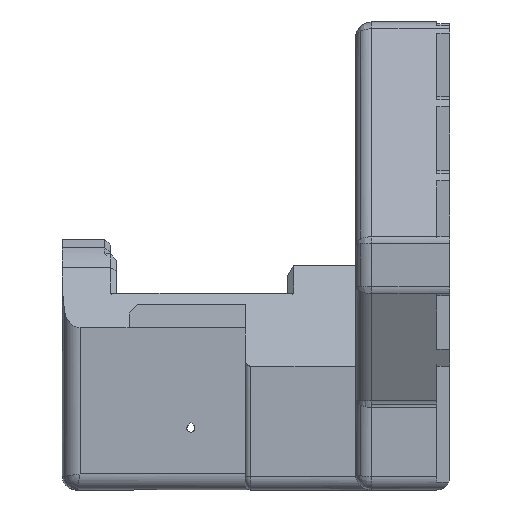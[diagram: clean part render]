
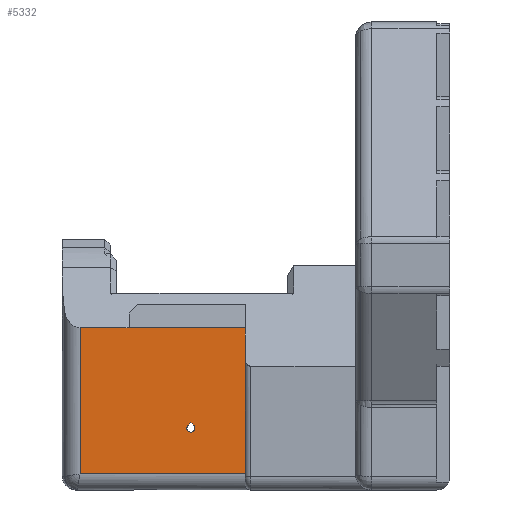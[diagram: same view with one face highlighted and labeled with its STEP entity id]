
A CAD part, left-side view. The second image highlights one B-rep face of the part: STEP entity #5332.
In plain terms, the highlighted planar face has unit normal (-1, 0, 0).
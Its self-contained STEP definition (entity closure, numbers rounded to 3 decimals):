
#286 = FACE_OUTER_BOUND ( 'NONE', #13147, .T. ) ;
#512 = DIRECTION ( 'NONE',  ( 0., 0., -1. ) ) ;
#984 = AXIS2_PLACEMENT_3D ( 'NONE', #2137, #7172, #14164 ) ;
#1269 = LINE ( 'NONE', #1386, #15006 ) ;
#1386 = CARTESIAN_POINT ( 'NONE',  ( -17.35, 38., 14.145 ) ) ;
#1489 = DIRECTION ( 'NONE',  ( 0., 1., 0. ) ) ;
#1662 = CARTESIAN_POINT ( 'NONE',  ( -17.35, 38., -13. ) ) ;
#1871 = VECTOR ( 'NONE', #11948, 1000. ) ;
#2062 = CIRCLE ( 'NONE', #984, 0.75 ) ;
#2137 = CARTESIAN_POINT ( 'NONE',  ( -17.35, 48.1, -4.498 ) ) ;
#2321 = DIRECTION ( 'NONE',  ( 0., 0., 1. ) ) ;
#2463 = AXIS2_PLACEMENT_3D ( 'NONE', #17683, #19630, #512 ) ;
#2542 = EDGE_CURVE ( 'NONE', #7328, #7730, #1269, .T. ) ;
#2579 = DIRECTION ( 'NONE',  ( 1., 0., 0. ) ) ;
#3395 = LINE ( 'NONE', #7046, #16560 ) ;
#3498 = CARTESIAN_POINT ( 'NONE',  ( -17.35, 68.708, 14.145 ) ) ;
#3552 = VECTOR ( 'NONE', #9542, 1000. ) ;
#3657 = EDGE_CURVE ( 'NONE', #7730, #17492, #3395, .T. ) ;
#3689 = LINE ( 'NONE', #21102, #1871 ) ;
#3837 = DIRECTION ( 'NONE',  ( 0., 1., 0. ) ) ;
#4437 = CARTESIAN_POINT ( 'NONE',  ( -17.35, 68.708, 14.145 ) ) ;
#4740 = ORIENTED_EDGE ( 'NONE', *, *, #6281, .T. ) ;
#4766 = ORIENTED_EDGE ( 'NONE', *, *, #7597, .F. ) ;
#4958 = DIRECTION ( 'NONE',  ( 0., -0.7, 0.714 ) ) ;
#5101 = LINE ( 'NONE', #3498, #19127 ) ;
#5332 = ADVANCED_FACE ( 'NONE', ( #21228, #286 ), #7489, .F. ) ;
#5873 = VERTEX_POINT ( 'NONE', #6166 ) ;
#6166 = CARTESIAN_POINT ( 'NONE',  ( -17.35, 68.708, -13. ) ) ;
#6281 = EDGE_CURVE ( 'NONE', #17550, #11600, #17430, .T. ) ;
#6518 = CARTESIAN_POINT ( 'NONE',  ( -17.35, 48.636, -3.973 ) ) ;
#6552 = DIRECTION ( 'NONE',  ( 0., 0., 1. ) ) ;
#7046 = CARTESIAN_POINT ( 'NONE',  ( -17.35, 59.6, 14.145 ) ) ;
#7139 = VERTEX_POINT ( 'NONE', #6518 ) ;
#7172 = DIRECTION ( 'NONE',  ( 1., 0., 0. ) ) ;
#7328 = VERTEX_POINT ( 'NONE', #10142 ) ;
#7489 = PLANE ( 'NONE',  #2463 ) ;
#7597 = EDGE_CURVE ( 'NONE', #21553, #5873, #7949, .T. ) ;
#7730 = VERTEX_POINT ( 'NONE', #8272 ) ;
#7833 = CARTESIAN_POINT ( 'NONE',  ( -17.35, 68.708, -13. ) ) ;
#7949 = LINE ( 'NONE', #7833, #3552 ) ;
#8272 = CARTESIAN_POINT ( 'NONE',  ( -17.35, 59.6, 14.145 ) ) ;
#8273 = VECTOR ( 'NONE', #4958, 1000. ) ;
#8324 = EDGE_CURVE ( 'NONE', #11600, #7139, #2062, .T. ) ;
#9099 = ORIENTED_EDGE ( 'NONE', *, *, #10390, .T. ) ;
#9542 = DIRECTION ( 'NONE',  ( 0., 1., 0. ) ) ;
#9703 = CARTESIAN_POINT ( 'NONE',  ( -17.35, 47.564, -3.973 ) ) ;
#9777 = ORIENTED_EDGE ( 'NONE', *, *, #19513, .F. ) ;
#10142 = CARTESIAN_POINT ( 'NONE',  ( -17.35, 38., 14.145 ) ) ;
#10390 = EDGE_CURVE ( 'NONE', #14179, #17550, #3689, .T. ) ;
#11272 = CARTESIAN_POINT ( 'NONE',  ( -17.35, 48.1, -4.498 ) ) ;
#11512 = ORIENTED_EDGE ( 'NONE', *, *, #8324, .T. ) ;
#11600 = VERTEX_POINT ( 'NONE', #15578 ) ;
#11652 = CARTESIAN_POINT ( 'NONE',  ( -17.35, 48.1, -3.426 ) ) ;
#11948 = DIRECTION ( 'NONE',  ( 0., -0.7, -0.714 ) ) ;
#13098 = EDGE_LOOP ( 'NONE', ( #4740, #11512, #22225, #9099 ) ) ;
#13147 = EDGE_LOOP ( 'NONE', ( #17874, #14598, #22050, #9777, #4766 ) ) ;
#14164 = DIRECTION ( 'NONE',  ( 0., 0., -1. ) ) ;
#14179 = VERTEX_POINT ( 'NONE', #11652 ) ;
#14598 = ORIENTED_EDGE ( 'NONE', *, *, #2542, .T. ) ;
#14939 = DIRECTION ( 'NONE',  ( 0., 0., -1. ) ) ;
#15006 = VECTOR ( 'NONE', #1489, 1000. ) ;
#15578 = CARTESIAN_POINT ( 'NONE',  ( -17.35, 48.1, -5.248 ) ) ;
#16234 = VECTOR ( 'NONE', #6552, 1000. ) ;
#16560 = VECTOR ( 'NONE', #3837, 1000. ) ;
#16860 = CARTESIAN_POINT ( 'NONE',  ( -17.35, 38., -13. ) ) ;
#17200 = LINE ( 'NONE', #19022, #8273 ) ;
#17430 = CIRCLE ( 'NONE', #22186, 0.75 ) ;
#17492 = VERTEX_POINT ( 'NONE', #4437 ) ;
#17550 = VERTEX_POINT ( 'NONE', #9703 ) ;
#17683 = CARTESIAN_POINT ( 'NONE',  ( -17.35, -46.688, 36.974 ) ) ;
#17874 = ORIENTED_EDGE ( 'NONE', *, *, #21012, .T. ) ;
#18855 = EDGE_CURVE ( 'NONE', #7139, #14179, #17200, .T. ) ;
#19022 = CARTESIAN_POINT ( 'NONE',  ( -17.35, 48.636, -3.973 ) ) ;
#19127 = VECTOR ( 'NONE', #2321, 1000. ) ;
#19513 = EDGE_CURVE ( 'NONE', #5873, #17492, #5101, .T. ) ;
#19630 = DIRECTION ( 'NONE',  ( 1., 0., 0. ) ) ;
#20069 = LINE ( 'NONE', #16860, #16234 ) ;
#21012 = EDGE_CURVE ( 'NONE', #21553, #7328, #20069, .T. ) ;
#21102 = CARTESIAN_POINT ( 'NONE',  ( -17.35, 48.1, -3.426 ) ) ;
#21228 = FACE_BOUND ( 'NONE', #13098, .T. ) ;
#21553 = VERTEX_POINT ( 'NONE', #1662 ) ;
#22050 = ORIENTED_EDGE ( 'NONE', *, *, #3657, .T. ) ;
#22186 = AXIS2_PLACEMENT_3D ( 'NONE', #11272, #2579, #14939 ) ;
#22225 = ORIENTED_EDGE ( 'NONE', *, *, #18855, .T. ) ;
